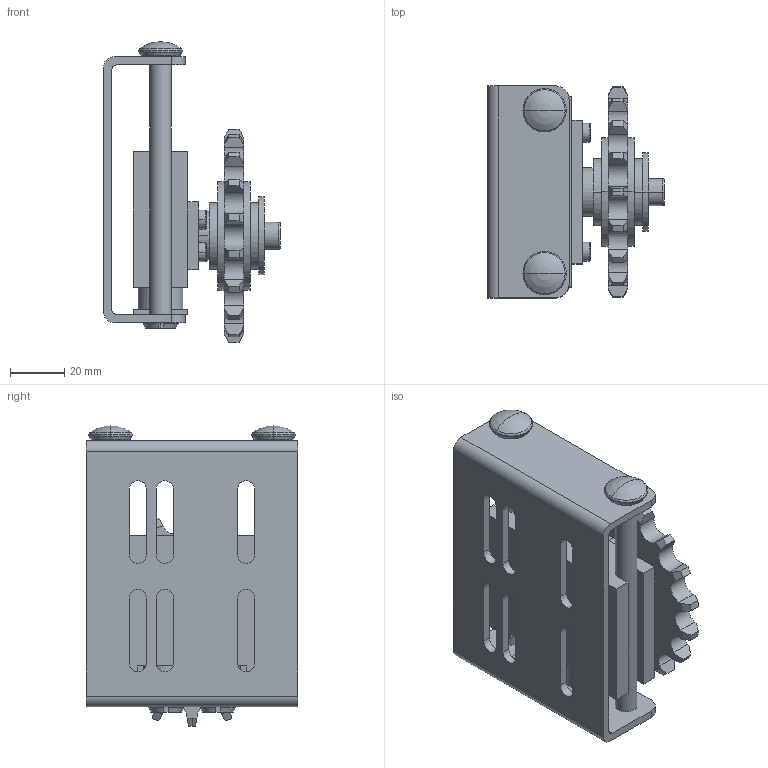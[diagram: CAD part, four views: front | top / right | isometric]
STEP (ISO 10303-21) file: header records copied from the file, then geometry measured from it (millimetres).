
FILE_DESCRIPTION(('STEP AP214'),'1');
FILE_NAME('cctmp_AAC585D5-FEEF-487B-94AB-9622FC15B738_2023_7_12_8_56_35_815..stp','2023-07-12T06:56:36',('Murtfeldt Kunststoffe GmbH & Co.KG'),('CADClick - www.CADClick.com'),'Spatial InterOp 3D',' ','unknown authorization');
FILE_SCHEMA(('AUTOMOTIVE_DESIGN'));
Length unit declared in the file: millimetre
Products named in the file (1): 1
Bounding box: 65.15 x 78 x 110.7 mm (x, y, z)
Volume: 149695 mm3; surface area: 68208.6 mm2
Topology: 2 solids, 17 shells, 573 faces, 1452 edges, 936 vertices
Faces by surface type: plane 265, cylinder 182, cone 86, torus 36, sphere 4
Entity records: 21744 total; most frequent: CARTESIAN_POINT 3119, DIRECTION 3030, ORIENTED_EDGE 2864, EDGE_CURVE 1432, AXIS2_PLACEMENT_3D 1111, VERTEX_POINT 936, LINE 808, VECTOR 808
